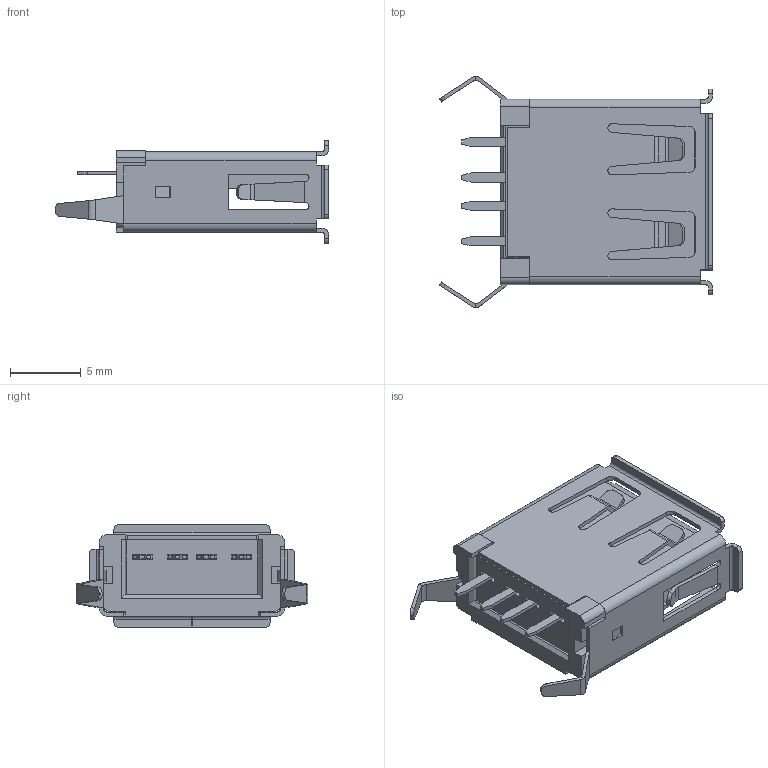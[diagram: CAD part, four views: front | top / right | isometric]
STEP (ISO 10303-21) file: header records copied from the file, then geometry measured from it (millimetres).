
FILE_DESCRIPTION (( 'STEP AP203' ), '1' );
FILE_NAME ('54-00005_revA.STEP', '2016-06-17T23:15:26', ( 'Tensility' ), ( '' ), 'SwSTEP 2.0', 'SolidWorks 2015', '' );
FILE_SCHEMA (( 'CONFIG_CONTROL_DESIGN' ));
Length unit declared in the file: millimetre
Products named in the file (5): 54-00005 insulator; 54-00005 shell; 54-00005 insulator 2; 54-00005 pin; 54-00005_revA
Assembly tree (7 placements, depth 2):
  54-00005_revA
    54-00005 insulator
    54-00005 shell
    54-00005 insulator 2
    54-00005 pin  x4
Bounding box: 19.3 x 16.32 x 7.2 mm (x, y, z)
Volume: 582.2 mm3; surface area: 2167.6 mm2
Topology: 11 solids, 11 shells, 638 faces, 1841 edges, 1218 vertices
Faces by surface type: plane 474, cylinder 164
Entity records: 17563 total; most frequent: CARTESIAN_POINT 3287, ORIENTED_EDGE 3016, DIRECTION 2676, EDGE_CURVE 1508, LINE 1218, VECTOR 1218, VERTEX_POINT 996, AXIS2_PLACEMENT_3D 729
